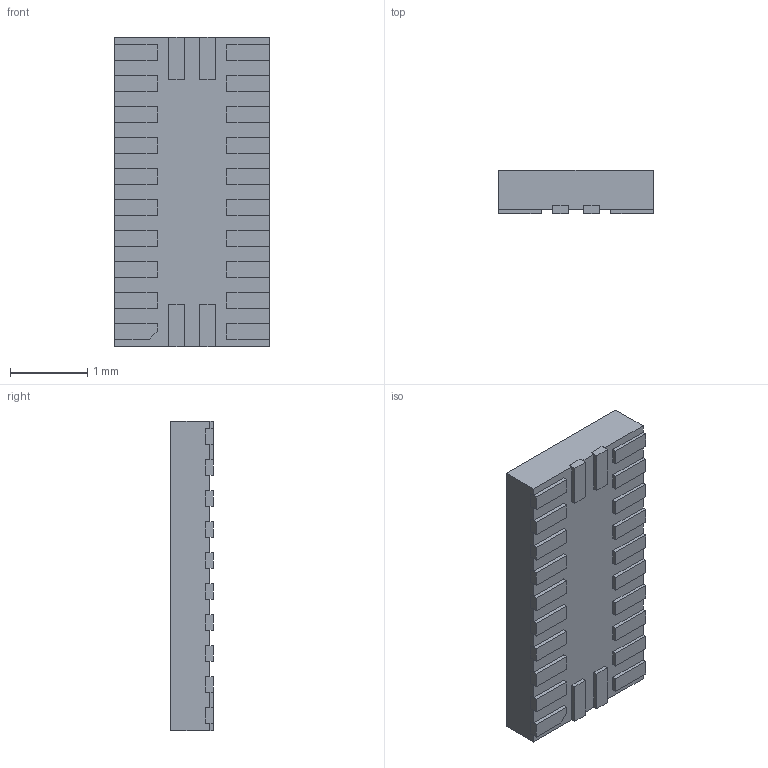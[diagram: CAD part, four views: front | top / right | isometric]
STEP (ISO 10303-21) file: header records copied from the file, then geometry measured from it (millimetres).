
FILE_DESCRIPTION (( 'STEP AP214' ), '1' );
FILE_NAME ('RKT24.STEP', '2020-08-07T04:17:00', ( '' ), ( '' ), 'SwSTEP 2.0', 'SolidWorks 2017', '' );
FILE_SCHEMA (( 'AUTOMOTIVE_DESIGN' ));
Length unit declared in the file: millimetre
Products named in the file (1): RKT24
Bounding box: 2 x 0.55 x 4 mm (x, y, z)
Volume: 4.1 mm3; surface area: 32.4 mm2
Topology: 26 solids, 26 shells, 255 faces, 606 edges, 404 vertices
Faces by surface type: plane 251, cylinder 4
Entity records: 8677 total; most frequent: CARTESIAN_POINT 1266, ORIENTED_EDGE 1212, DIRECTION 1126, EDGE_CURVE 606, LINE 598, VECTOR 598, VERTEX_POINT 404, AXIS2_PLACEMENT_3D 264
